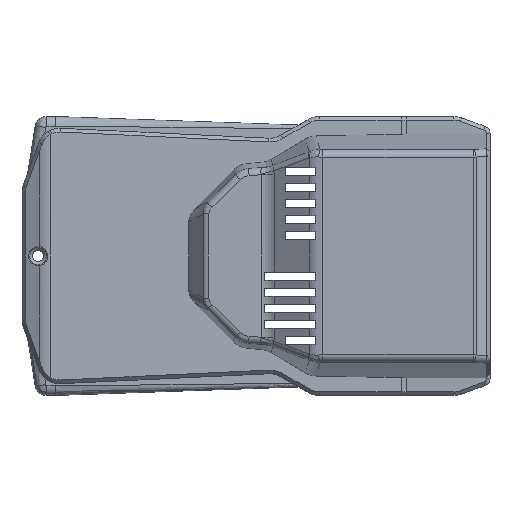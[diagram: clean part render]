
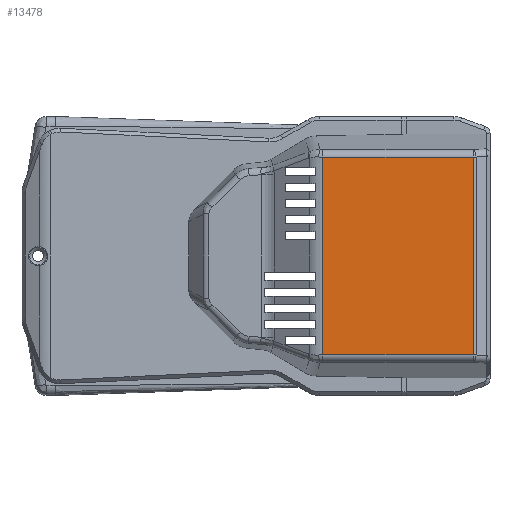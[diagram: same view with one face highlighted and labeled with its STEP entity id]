
A CAD part, front view. The second image highlights one B-rep face of the part: STEP entity #13478.
In plain terms, the highlighted planar face has unit normal (0, -1, 0).
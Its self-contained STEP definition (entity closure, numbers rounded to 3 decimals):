
#1502=FACE_OUTER_BOUND('',#2215,.T.);
#2215=EDGE_LOOP('',(#11815,#11816,#11817,#11818));
#3430=LINE('',#22456,#4816);
#3499=LINE('',#22711,#4885);
#3673=LINE('',#24261,#5059);
#3674=LINE('',#24262,#5060);
#4816=VECTOR('',#16779,10.);
#4885=VECTOR('',#16988,10.);
#5059=VECTOR('',#17500,10.);
#5060=VECTOR('',#17501,10.);
#6166=VERTEX_POINT('',#22453);
#6167=VERTEX_POINT('',#22455);
#6216=VERTEX_POINT('',#22709);
#6217=VERTEX_POINT('',#22710);
#7884=EDGE_CURVE('',#6167,#6166,#3430,.T.);
#7986=EDGE_CURVE('',#6216,#6217,#3499,.T.);
#8245=EDGE_CURVE('',#6217,#6167,#3673,.T.);
#8246=EDGE_CURVE('',#6216,#6166,#3674,.T.);
#11815=ORIENTED_EDGE('',*,*,#8245,.T.);
#11816=ORIENTED_EDGE('',*,*,#7884,.T.);
#11817=ORIENTED_EDGE('',*,*,#8246,.F.);
#11818=ORIENTED_EDGE('',*,*,#7986,.T.);
#12877=PLANE('',#14419);
#13478=ADVANCED_FACE('',(#1502),#12877,.T.);
#14419=AXIS2_PLACEMENT_3D('',#24260,#17498,#17499);
#16779=DIRECTION('',(0.,0.,-1.));
#16988=DIRECTION('',(0.,0.,1.));
#17498=DIRECTION('center_axis',(0.,-1.,0.));
#17499=DIRECTION('ref_axis',(-1.,0.,0.));
#17500=DIRECTION('',(-1.,0.,0.));
#17501=DIRECTION('',(-1.,0.,0.));
#22453=CARTESIAN_POINT('',(-12.108,-34.,-26.96));
#22455=CARTESIAN_POINT('',(-12.108,-34.,26.96));
#22456=CARTESIAN_POINT('',(-12.108,-34.,0.));
#22709=CARTESIAN_POINT('',(29.026,-34.,-26.96));
#22710=CARTESIAN_POINT('',(29.026,-34.,26.96));
#22711=CARTESIAN_POINT('',(29.026,-34.,0.));
#24260=CARTESIAN_POINT('Origin',(29.379,-34.,0.));
#24261=CARTESIAN_POINT('',(30.189,-34.,26.96));
#24262=CARTESIAN_POINT('',(30.189,-34.,-26.96));
